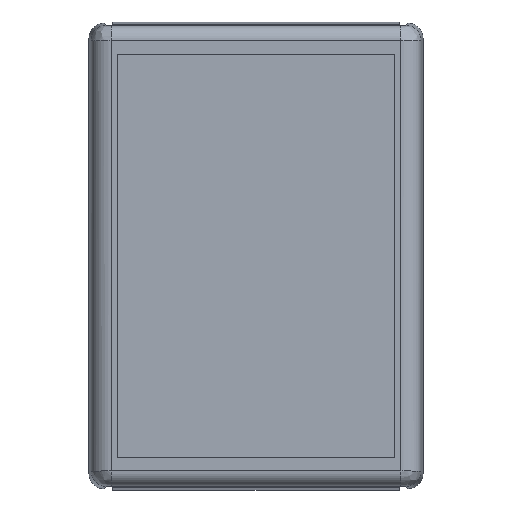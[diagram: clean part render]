
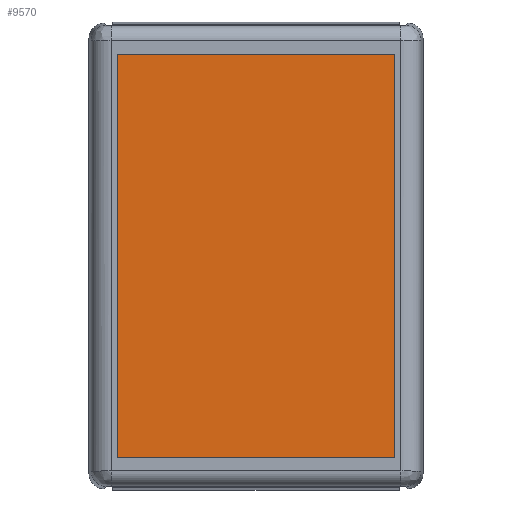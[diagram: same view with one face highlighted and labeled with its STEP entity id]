
A CAD part, top view. The second image highlights one B-rep face of the part: STEP entity #9570.
In plain terms, the highlighted face is planar.
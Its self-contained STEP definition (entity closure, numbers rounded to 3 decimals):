
#561=PLANE('',#10239);
#1232=LINE('',#17994,#2014);
#1236=LINE('',#18002,#2018);
#1239=LINE('',#18008,#2021);
#1242=LINE('',#18013,#2024);
#2014=VECTOR('',#12145,80.);
#2018=VECTOR('',#12151,55.);
#2021=VECTOR('',#12156,80.);
#2024=VECTOR('',#12161,55.);
#2735=FACE_OUTER_BOUND('',#3411,.T.);
#3411=EDGE_LOOP('',(#8421,#8422,#8423,#8424));
#4790=VERTEX_POINT('',#17992);
#4791=VERTEX_POINT('',#17993);
#4794=VERTEX_POINT('',#18001);
#4796=VERTEX_POINT('',#18007);
#6041=EDGE_CURVE('',#4790,#4791,#1232,.T.);
#6045=EDGE_CURVE('',#4791,#4794,#1236,.T.);
#6048=EDGE_CURVE('',#4794,#4796,#1239,.T.);
#6051=EDGE_CURVE('',#4796,#4790,#1242,.T.);
#8421=ORIENTED_EDGE('',*,*,#6041,.T.);
#8422=ORIENTED_EDGE('',*,*,#6045,.T.);
#8423=ORIENTED_EDGE('',*,*,#6048,.T.);
#8424=ORIENTED_EDGE('',*,*,#6051,.T.);
#9570=ADVANCED_FACE('',(#2735),#561,.F.);
#10239=AXIS2_PLACEMENT_3D('',#18015,#12163,#12164);
#12145=DIRECTION('',(0.,-1.,0.));
#12151=DIRECTION('',(-1.,0.,0.));
#12156=DIRECTION('',(0.,1.,0.));
#12161=DIRECTION('',(1.,0.,0.));
#12163=DIRECTION('center_axis',(0.,0.,1.));
#12164=DIRECTION('ref_axis',(1.,0.,0.));
#17992=CARTESIAN_POINT('',(27.5,40.,1.));
#17993=CARTESIAN_POINT('',(27.5,-40.,1.));
#17994=CARTESIAN_POINT('',(27.5,-40.,1.));
#18001=CARTESIAN_POINT('',(-27.5,-40.,1.));
#18002=CARTESIAN_POINT('',(-27.5,-40.,1.));
#18007=CARTESIAN_POINT('',(-27.5,40.,1.));
#18008=CARTESIAN_POINT('',(-27.5,40.,1.));
#18013=CARTESIAN_POINT('',(27.5,40.,1.));
#18015=CARTESIAN_POINT('Origin',(0.,0.,
1.));
